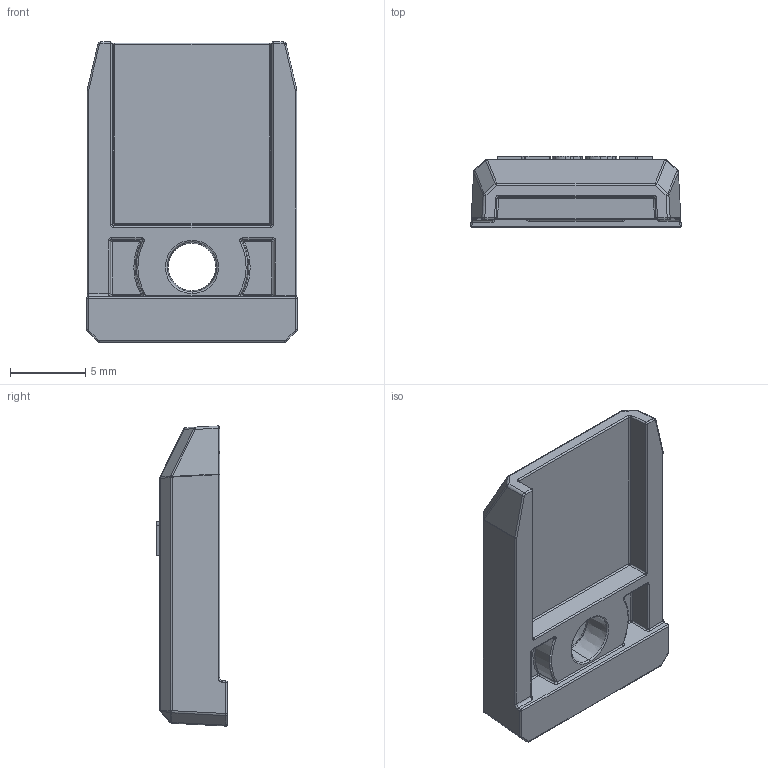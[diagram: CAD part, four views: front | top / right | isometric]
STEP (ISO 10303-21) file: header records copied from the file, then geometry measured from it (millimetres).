
FILE_DESCRIPTION(('HOOPS Exchange Step'),'2;1');
FILE_NAME('export-16456966-FA71-431F-BB2F-8A4BF79A8394.stp','2023-04-21T17:01:07+02:00',('Engineering'),('Alibre'),'HOOPS Exchange 2021.0','Alibre','Unknown authorisation');
FILE_SCHEMA( ('AP242_MANAGED_MODEL_BASED_3D_ENGINEERING_MIM_LF {1 0 10303 442 1 1 4 }') );
Length unit declared in the file: millimetre
Products named in the file (1): 4045 ELGO MB Endkappe 10mm
Bounding box: 13.99 x 4.7 x 19.96 mm (x, y, z)
Volume: 753.5 mm3; surface area: 875.8 mm2
Topology: 1 solids, 1 shells, 296 faces, 719 edges, 410 vertices
Faces by surface type: cylinder 91, plane 73, bspline 68, sphere 44, torus 14, cone 6
Entity records: 8860 total; most frequent: CARTESIAN_POINT 2525, ORIENTED_EDGE 1392, DIRECTION 1215, EDGE_CURVE 696, AXIS2_PLACEMENT_3D 449, VERTEX_POINT 410, VECTOR 317, LINE 317
